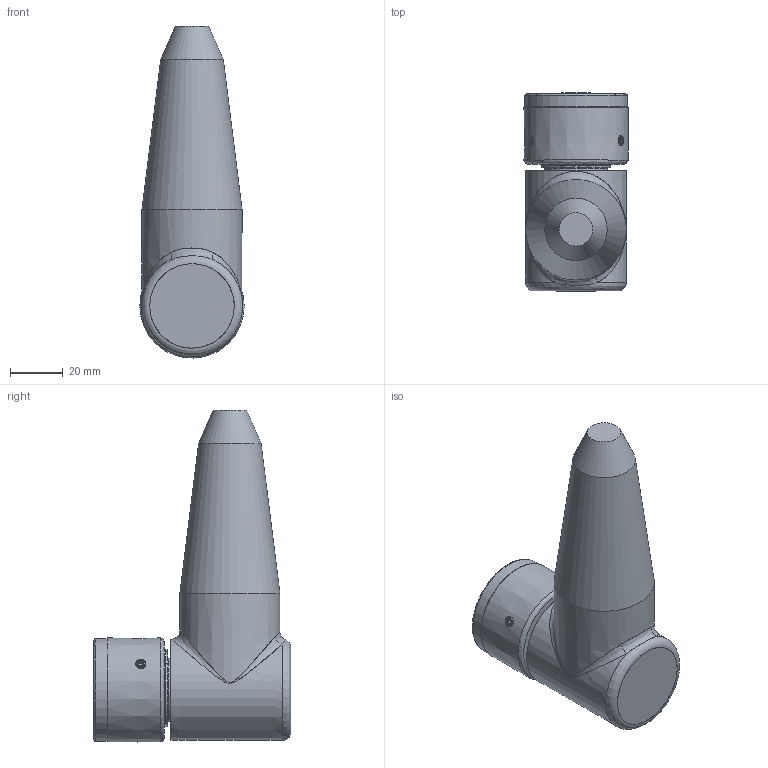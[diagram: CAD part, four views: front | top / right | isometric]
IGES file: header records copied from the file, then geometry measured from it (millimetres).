
Global section: file name: No Iges File Name specified; native system: Autodesk Inventor 2012; preprocessor: AutoDesk Inventor Iges Exporter R2012; author: jkirby; date: 20130618.104241; units: inch
Bounding box: 39.62 x 75.29 x 126.3 mm (x, y, z)
Surface area: 26369.1 mm2 (no closed solid volume)
Topology: 0 solids, 2 shells, 81 faces, 741 edges, 713 vertices
Faces by surface type: revolution 45, plane 29, bspline 7
